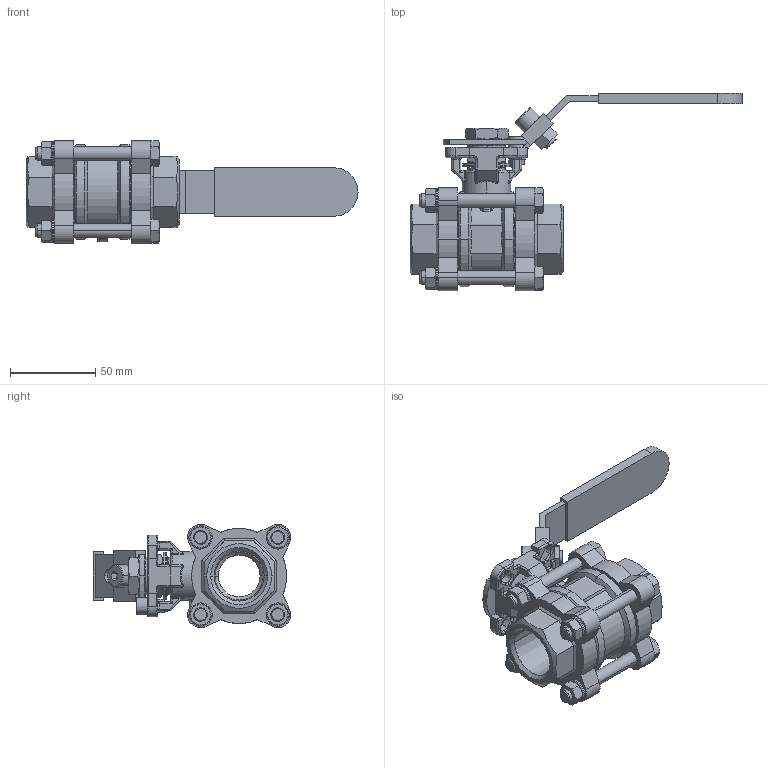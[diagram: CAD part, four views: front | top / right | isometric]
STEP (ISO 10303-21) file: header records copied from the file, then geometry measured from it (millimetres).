
FILE_DESCRIPTION (( 'STEP AP214' ), '1' );
FILE_NAME ('3700-10SE.STEP', '2017-06-21T03:42:39', ( 'rd3' ), ( '' ), 'SwSTEP 2.0', 'SolidWorks 2014', '' );
FILE_SCHEMA (( 'AUTOMOTIVE_DESIGN' ));
Length unit declared in the file: millimetre
Products named in the file (25): 3071R1-10_123; PB08-2A; 001756S; 3700-10SE; 3T17-10; 0016W56S; 3T15-F96S; 307-10; 307140-10; M8; 3550-14; 307013-10; 307130-10; 3T10-10; 2108-14; 3507-14; 35T606-10; 3T05-10; E5MM-M06; 1204-14; 2D20-30; 3503-10; 3118-06_3118-06; 3052R2-10; 3T44-10
Assembly tree (38 placements, depth 3):
  3700-10SE
    3071R1-10_123
    3052R2-10  x2
    3503-10  x2
    1204-14
    3T05-10
    35T606-10  x2
    3507-14
    2108-14
    3T10-10  x2
    307-10
      307130-10
      307013-10
      3550-14
      M8
      307140-10
    3T15-F96S  x2
    0016W56S  x4
    3T17-10
    001756S  x4
    PB08-2A
    3T44-10
    3118-06_3118-06  x4
    2D20-30
    E5MM-M06
Bounding box: 194.91 x 115.85 x 60.53 mm (x, y, z)
Volume: 202665.9 mm3; surface area: 113628.6 mm2
Topology: 38 solids, 38 shells, 1078 faces, 2567 edges, 1573 vertices
Faces by surface type: plane 389, cylinder 371, cone 167, torus 103, bspline 42, sphere 6
Entity records: 27175 total; most frequent: CARTESIAN_POINT 8512, DIRECTION 3746, ORIENTED_EDGE 3636, EDGE_CURVE 1818, AXIS2_PLACEMENT_3D 1443, VERTEX_POINT 1112, LINE 860, VECTOR 860
